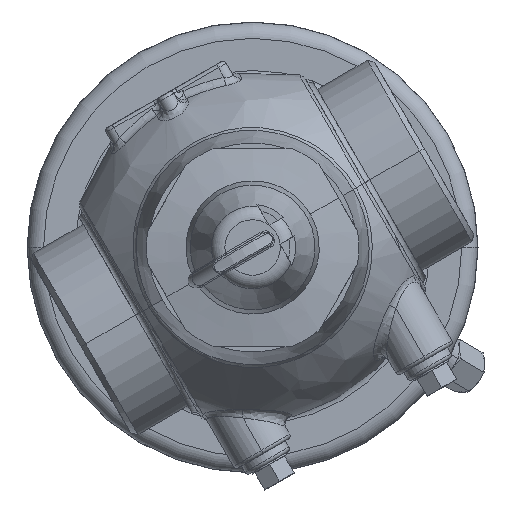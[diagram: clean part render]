
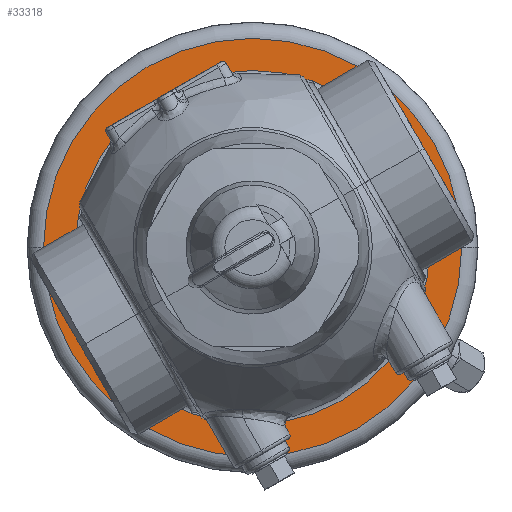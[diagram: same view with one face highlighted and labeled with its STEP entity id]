
A CAD part, left-side view. The second image highlights one B-rep face of the part: STEP entity #33318.
In plain terms, the highlighted planar face has unit normal (-1, 0, 0).
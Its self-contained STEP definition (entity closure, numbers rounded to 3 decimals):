
#1954=CARTESIAN_POINT('',(-2.5,0.,0.));
#1955=DIRECTION('',(1.,0.,0.));
#1956=DIRECTION('',(0.,1.,0.));
#1957=AXIS2_PLACEMENT_3D('',#1954,#1955,#1956);
#1959=CARTESIAN_POINT('',(-2.5,0.,0.));
#1960=DIRECTION('',(-1.,0.,0.));
#1961=DIRECTION('',(0.,1.,0.));
#1962=AXIS2_PLACEMENT_3D('',#1959,#1960,#1961);
#1974=CARTESIAN_POINT('',(-2.5,0.,0.));
#1975=DIRECTION('',(-1.,0.,0.));
#1976=DIRECTION('',(0.,1.,0.));
#1977=AXIS2_PLACEMENT_3D('',#1974,#1975,#1976);
#1979=CARTESIAN_POINT('',(-2.5,0.,0.));
#1980=DIRECTION('',(1.,0.,0.));
#1981=DIRECTION('',(0.,1.,0.));
#1982=AXIS2_PLACEMENT_3D('',#1979,#1980,#1981);
#28074=CARTESIAN_POINT('',(-2.5,58.05,0.));
#28076=VERTEX_POINT('',#28074);
#28077=CARTESIAN_POINT('',(-2.5,49.137,0.));
#28079=VERTEX_POINT('',#28077);
#28106=CARTESIAN_POINT('',(-2.5,-58.05,0.));
#28108=VERTEX_POINT('',#28106);
#28109=CARTESIAN_POINT('',(-2.5,-49.137,0.));
#28111=VERTEX_POINT('',#28109);
#33303=CARTESIAN_POINT('',(-2.5,0.,0.));
#33304=DIRECTION('',(1.,0.,0.));
#33305=DIRECTION('',(0.,-1.,0.));
#33306=AXIS2_PLACEMENT_3D('',#33303,#33304,#33305);
#33307=PLANE('',#33306);
#33308=ORIENTED_EDGE('',*,*,#33285,.T.);
#33309=ORIENTED_EDGE('',*,*,#33296,.F.);
#33310=EDGE_LOOP('',(#33308,#33309));
#33311=FACE_OUTER_BOUND('',#33310,.F.);
#33313=ORIENTED_EDGE('',*,*,#33312,.T.);
#33315=ORIENTED_EDGE('',*,*,#33314,.F.);
#33316=EDGE_LOOP('',(#33313,#33315));
#33317=FACE_BOUND('',#33316,.F.);
#33318=ADVANCED_FACE('',(#33311,#33317),#33307,.F.);
#1958=CIRCLE('',#1957,58.05);
#1963=CIRCLE('',#1962,58.05);
#1978=CIRCLE('',#1977,49.137);
#1983=CIRCLE('',#1982,49.137);
#33285=EDGE_CURVE('',#28076,#28108,#1958,.T.);
#33296=EDGE_CURVE('',#28076,#28108,#1963,.T.);
#33312=EDGE_CURVE('',#28079,#28111,#1978,.T.);
#33314=EDGE_CURVE('',#28079,#28111,#1983,.T.);
